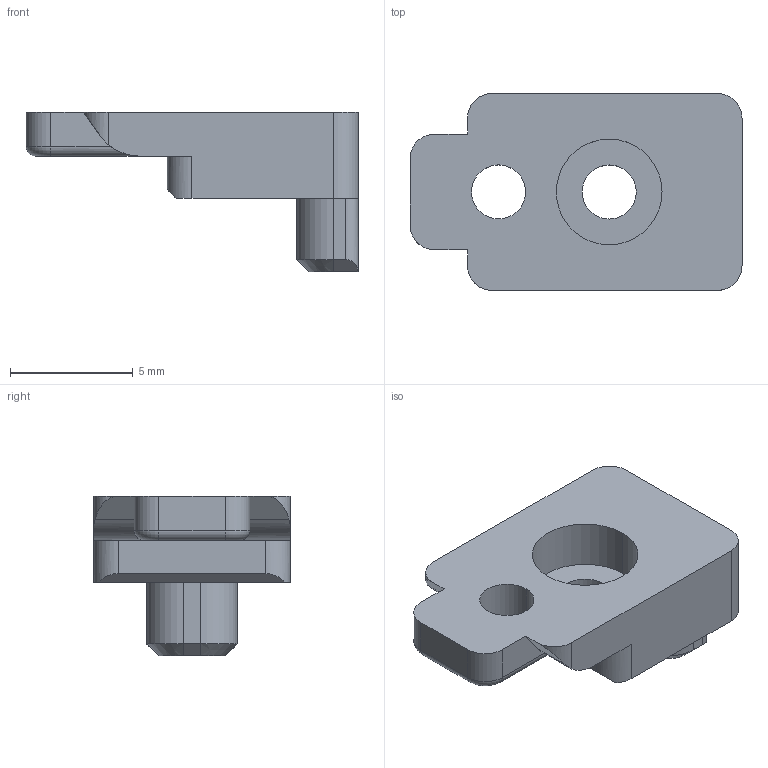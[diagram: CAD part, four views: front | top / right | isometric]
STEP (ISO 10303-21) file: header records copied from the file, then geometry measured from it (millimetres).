
FILE_DESCRIPTION (( 'STEP AP214' ), '1' );
FILE_NAME ('TAP v2-碳套件兼容.STEP', '2023-10-17T06:26:07', ( 'Windows User' ), ( 'P R C' ), 'SwSTEP 2.0', 'SolidWorks 2023', '' );
FILE_SCHEMA (( 'AUTOMOTIVE_DESIGN' ));
Length unit declared in the file: millimetre
Products named in the file (1): TAP v2-碳套件兼容
Bounding box: 13.5 x 8 x 6.5 mm (x, y, z)
Volume: 259.5 mm3; surface area: 380 mm2
Topology: 1 solids, 1 shells, 48 faces, 125 edges, 80 vertices
Faces by surface type: cylinder 23, plane 21, cone 2, torus 2
Entity records: 1516 total; most frequent: CARTESIAN_POINT 292, DIRECTION 257, ORIENTED_EDGE 250, EDGE_CURVE 125, AXIS2_PLACEMENT_3D 93, VERTEX_POINT 80, VECTOR 71, LINE 71
